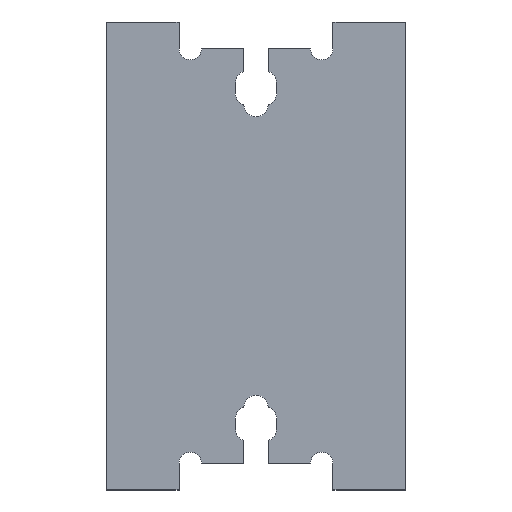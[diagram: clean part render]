
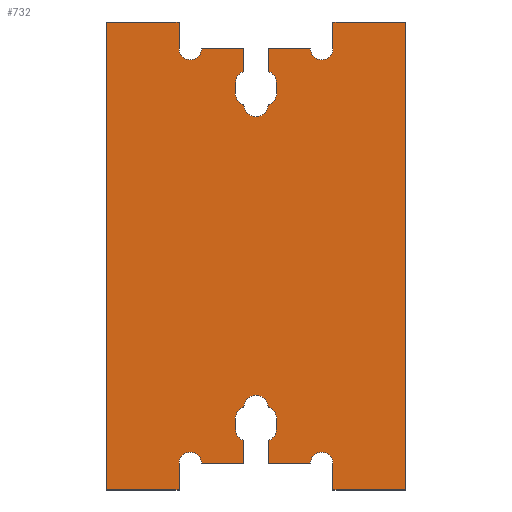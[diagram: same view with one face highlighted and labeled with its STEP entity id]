
A CAD part, top view. The second image highlights one B-rep face of the part: STEP entity #732.
In plain terms, the highlighted planar face has unit normal (0, 0, 1).
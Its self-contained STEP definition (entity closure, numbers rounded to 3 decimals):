
#34=CIRCLE('',#786,1.5);
#35=CIRCLE('',#787,1.5);
#36=CIRCLE('',#788,1.5);
#37=CIRCLE('',#789,1.5);
#38=CIRCLE('',#790,1.6);
#39=CIRCLE('',#791,1.5);
#40=CIRCLE('',#792,1.5);
#41=CIRCLE('',#793,1.5);
#42=CIRCLE('',#794,1.5);
#43=CIRCLE('',#795,1.5);
#44=CIRCLE('',#796,1.5);
#45=CIRCLE('',#797,1.6);
#46=CIRCLE('',#798,1.5);
#47=CIRCLE('',#799,1.5);
#118=ORIENTED_EDGE('',*,*,#326,.F.);
#119=ORIENTED_EDGE('',*,*,#281,.F.);
#120=ORIENTED_EDGE('',*,*,#327,.F.);
#121=ORIENTED_EDGE('',*,*,#292,.F.);
#122=ORIENTED_EDGE('',*,*,#325,.F.);
#123=ORIENTED_EDGE('',*,*,#322,.F.);
#124=ORIENTED_EDGE('',*,*,#319,.F.);
#125=ORIENTED_EDGE('',*,*,#316,.F.);
#126=ORIENTED_EDGE('',*,*,#328,.T.);
#127=ORIENTED_EDGE('',*,*,#283,.F.);
#128=ORIENTED_EDGE('',*,*,#329,.F.);
#129=ORIENTED_EDGE('',*,*,#330,.F.);
#130=ORIENTED_EDGE('',*,*,#331,.F.);
#131=ORIENTED_EDGE('',*,*,#332,.F.);
#132=ORIENTED_EDGE('',*,*,#333,.F.);
#133=ORIENTED_EDGE('',*,*,#334,.F.);
#134=ORIENTED_EDGE('',*,*,#335,.F.);
#135=ORIENTED_EDGE('',*,*,#336,.F.);
#136=ORIENTED_EDGE('',*,*,#337,.F.);
#137=ORIENTED_EDGE('',*,*,#289,.F.);
#138=ORIENTED_EDGE('',*,*,#338,.T.);
#139=ORIENTED_EDGE('',*,*,#312,.F.);
#140=ORIENTED_EDGE('',*,*,#309,.F.);
#141=ORIENTED_EDGE('',*,*,#306,.F.);
#142=ORIENTED_EDGE('',*,*,#303,.F.);
#143=ORIENTED_EDGE('',*,*,#300,.F.);
#144=ORIENTED_EDGE('',*,*,#339,.F.);
#145=ORIENTED_EDGE('',*,*,#295,.F.);
#146=ORIENTED_EDGE('',*,*,#340,.F.);
#147=ORIENTED_EDGE('',*,*,#341,.F.);
#148=ORIENTED_EDGE('',*,*,#342,.F.);
#149=ORIENTED_EDGE('',*,*,#343,.F.);
#150=ORIENTED_EDGE('',*,*,#344,.F.);
#151=ORIENTED_EDGE('',*,*,#345,.F.);
#152=ORIENTED_EDGE('',*,*,#346,.F.);
#153=ORIENTED_EDGE('',*,*,#347,.F.);
#281=EDGE_CURVE('',#389,#386,#461,.T.);
#283=EDGE_CURVE('',#390,#392,#463,.T.);
#289=EDGE_CURVE('',#397,#394,#469,.T.);
#292=EDGE_CURVE('',#400,#401,#472,.T.);
#295=EDGE_CURVE('',#402,#404,#475,.T.);
#300=EDGE_CURVE('',#408,#409,#480,.T.);
#303=EDGE_CURVE('',#409,#411,#483,.T.);
#306=EDGE_CURVE('',#411,#413,#486,.T.);
#309=EDGE_CURVE('',#413,#415,#489,.T.);
#312=EDGE_CURVE('',#415,#417,#492,.T.);
#316=EDGE_CURVE('',#420,#421,#496,.T.);
#319=EDGE_CURVE('',#421,#423,#499,.T.);
#322=EDGE_CURVE('',#423,#425,#502,.T.);
#325=EDGE_CURVE('',#425,#400,#505,.T.);
#326=EDGE_CURVE('',#386,#426,#506,.T.);
#327=EDGE_CURVE('',#401,#389,#34,.T.);
#328=EDGE_CURVE('',#420,#392,#35,.T.);
#329=EDGE_CURVE('',#427,#390,#507,.T.);
#330=EDGE_CURVE('',#428,#427,#36,.T.);
#331=EDGE_CURVE('',#429,#428,#508,.T.);
#332=EDGE_CURVE('',#430,#429,#37,.T.);
#333=EDGE_CURVE('',#431,#430,#38,.T.);
#334=EDGE_CURVE('',#432,#431,#39,.T.);
#335=EDGE_CURVE('',#433,#432,#509,.T.);
#336=EDGE_CURVE('',#434,#433,#40,.T.);
#337=EDGE_CURVE('',#394,#434,#510,.T.);
#338=EDGE_CURVE('',#397,#417,#41,.T.);
#339=EDGE_CURVE('',#404,#408,#42,.T.);
#340=EDGE_CURVE('',#435,#402,#511,.T.);
#341=EDGE_CURVE('',#436,#435,#43,.T.);
#342=EDGE_CURVE('',#437,#436,#512,.T.);
#343=EDGE_CURVE('',#438,#437,#44,.T.);
#344=EDGE_CURVE('',#439,#438,#45,.T.);
#345=EDGE_CURVE('',#440,#439,#46,.T.);
#346=EDGE_CURVE('',#441,#440,#513,.T.);
#347=EDGE_CURVE('',#426,#441,#47,.T.);
#386=VERTEX_POINT('',#1054);
#389=VERTEX_POINT('',#1059);
#390=VERTEX_POINT('',#1063);
#392=VERTEX_POINT('',#1066);
#394=VERTEX_POINT('',#1072);
#397=VERTEX_POINT('',#1077);
#400=VERTEX_POINT('',#1084);
#401=VERTEX_POINT('',#1086);
#402=VERTEX_POINT('',#1090);
#404=VERTEX_POINT('',#1093);
#408=VERTEX_POINT('',#1102);
#409=VERTEX_POINT('',#1104);
#411=VERTEX_POINT('',#1110);
#413=VERTEX_POINT('',#1116);
#415=VERTEX_POINT('',#1122);
#417=VERTEX_POINT('',#1128);
#420=VERTEX_POINT('',#1135);
#421=VERTEX_POINT('',#1137);
#423=VERTEX_POINT('',#1143);
#425=VERTEX_POINT('',#1149);
#426=VERTEX_POINT('',#1156);
#427=VERTEX_POINT('',#1160);
#428=VERTEX_POINT('',#1162);
#429=VERTEX_POINT('',#1164);
#430=VERTEX_POINT('',#1166);
#431=VERTEX_POINT('',#1168);
#432=VERTEX_POINT('',#1170);
#433=VERTEX_POINT('',#1172);
#434=VERTEX_POINT('',#1174);
#435=VERTEX_POINT('',#1179);
#436=VERTEX_POINT('',#1181);
#437=VERTEX_POINT('',#1183);
#438=VERTEX_POINT('',#1185);
#439=VERTEX_POINT('',#1187);
#440=VERTEX_POINT('',#1189);
#441=VERTEX_POINT('',#1191);
#461=LINE('',#1060,#541);
#463=LINE('',#1065,#543);
#469=LINE('',#1078,#549);
#472=LINE('',#1085,#552);
#475=LINE('',#1092,#555);
#480=LINE('',#1103,#560);
#483=LINE('',#1109,#563);
#486=LINE('',#1115,#566);
#489=LINE('',#1121,#569);
#492=LINE('',#1127,#572);
#496=LINE('',#1136,#576);
#499=LINE('',#1142,#579);
#502=LINE('',#1148,#582);
#505=LINE('',#1153,#585);
#506=LINE('',#1155,#586);
#507=LINE('',#1159,#587);
#508=LINE('',#1163,#588);
#509=LINE('',#1171,#589);
#510=LINE('',#1175,#590);
#511=LINE('',#1178,#591);
#512=LINE('',#1182,#592);
#513=LINE('',#1190,#593);
#541=VECTOR('',#844,1000.);
#543=VECTOR('',#848,1000.);
#549=VECTOR('',#856,1000.);
#552=VECTOR('',#861,1000.);
#555=VECTOR('',#866,1000.);
#560=VECTOR('',#873,1000.);
#563=VECTOR('',#878,1000.);
#566=VECTOR('',#883,1000.);
#569=VECTOR('',#888,1000.);
#572=VECTOR('',#893,1000.);
#576=VECTOR('',#899,1000.);
#579=VECTOR('',#904,1000.);
#582=VECTOR('',#909,1000.);
#585=VECTOR('',#914,1000.);
#586=VECTOR('',#917,1000.);
#587=VECTOR('',#922,1000.);
#588=VECTOR('',#925,1000.);
#589=VECTOR('',#932,1000.);
#590=VECTOR('',#935,1000.);
#591=VECTOR('',#940,1000.);
#592=VECTOR('',#943,1000.);
#593=VECTOR('',#950,1000.);
#632=EDGE_LOOP('',(#118,#119,#120,#121,#122,#123,#124,#125,#126,#127,#128,
#129,#130,#131,#132,#133,#134,#135,#136,#137,#138,#139,#140,#141,#142,#143,
#144,#145,#146,#147,#148,#149,#150,#151,#152,#153));
#670=FACE_BOUND('',#632,.T.);
#708=PLANE('',#785);
#732=ADVANCED_FACE('',(#670),#708,.T.);
#785=AXIS2_PLACEMENT_3D('',#1154,#915,#916);
#786=AXIS2_PLACEMENT_3D('',#1157,#918,#919);
#787=AXIS2_PLACEMENT_3D('',#1158,#920,#921);
#788=AXIS2_PLACEMENT_3D('',#1161,#923,#924);
#789=AXIS2_PLACEMENT_3D('',#1165,#926,#927);
#790=AXIS2_PLACEMENT_3D('',#1167,#928,#929);
#791=AXIS2_PLACEMENT_3D('',#1169,#930,#931);
#792=AXIS2_PLACEMENT_3D('',#1173,#933,#934);
#793=AXIS2_PLACEMENT_3D('',#1176,#936,#937);
#794=AXIS2_PLACEMENT_3D('',#1177,#938,#939);
#795=AXIS2_PLACEMENT_3D('',#1180,#941,#942);
#796=AXIS2_PLACEMENT_3D('',#1184,#944,#945);
#797=AXIS2_PLACEMENT_3D('',#1186,#946,#947);
#798=AXIS2_PLACEMENT_3D('',#1188,#948,#949);
#799=AXIS2_PLACEMENT_3D('',#1192,#951,#952);
#844=DIRECTION('',(1.,0.,0.));
#848=DIRECTION('',(-1.,0.,0.));
#856=DIRECTION('',(-1.,0.,0.));
#861=DIRECTION('',(0.,-1.,0.));
#866=DIRECTION('',(1.,0.,0.));
#873=DIRECTION('',(0.,1.,0.));
#878=DIRECTION('',(1.,0.,0.));
#883=DIRECTION('',(0.,-1.,0.));
#888=DIRECTION('',(-1.,0.,0.));
#893=DIRECTION('',(0.,1.,0.));
#899=DIRECTION('',(0.,-1.,0.));
#904=DIRECTION('',(-1.,0.,0.));
#909=DIRECTION('',(0.,1.,0.));
#914=DIRECTION('',(1.,0.,0.));
#915=DIRECTION('',(0.,0.,1.));
#916=DIRECTION('',(1.,0.,0.));
#917=DIRECTION('',(0.,-1.,0.));
#918=DIRECTION('',(0.,0.,1.));
#919=DIRECTION('',(1.,0.,0.));
#920=DIRECTION('',(0.,0.,-1.));
#921=DIRECTION('',(1.,0.,0.));
#922=DIRECTION('',(0.,-1.,0.));
#923=DIRECTION('',(0.,0.,1.));
#924=DIRECTION('',(1.,0.,0.));
#925=DIRECTION('',(0.,-1.,0.));
#926=DIRECTION('',(0.,0.,1.));
#927=DIRECTION('',(1.,0.,0.));
#928=DIRECTION('',(0.,0.,1.));
#929=DIRECTION('',(1.,0.,0.));
#930=DIRECTION('',(0.,0.,1.));
#931=DIRECTION('',(1.,0.,0.));
#932=DIRECTION('',(0.,1.,0.));
#933=DIRECTION('',(0.,0.,1.));
#934=DIRECTION('',(1.,0.,0.));
#935=DIRECTION('',(0.,1.,0.));
#936=DIRECTION('',(0.,0.,-1.));
#937=DIRECTION('',(1.,0.,0.));
#938=DIRECTION('',(0.,0.,1.));
#939=DIRECTION('',(1.,0.,0.));
#940=DIRECTION('',(0.,1.,0.));
#941=DIRECTION('',(0.,0.,1.));
#942=DIRECTION('',(1.,0.,0.));
#943=DIRECTION('',(0.,1.,0.));
#944=DIRECTION('',(0.,0.,1.));
#945=DIRECTION('',(1.,0.,0.));
#946=DIRECTION('',(0.,0.,1.));
#947=DIRECTION('',(1.,0.,0.));
#948=DIRECTION('',(0.,0.,1.));
#949=DIRECTION('',(1.,0.,0.));
#950=DIRECTION('',(0.,-1.,0.));
#951=DIRECTION('',(0.,0.,1.));
#952=DIRECTION('',(1.,0.,0.));
#1054=CARTESIAN_POINT('',(-1.6,27.5,5.));
#1059=CARTESIAN_POINT('',(-7.2,27.5,5.));
#1060=CARTESIAN_POINT('',(-10.2,27.5,5.));
#1063=CARTESIAN_POINT('',(-1.6,-27.5,5.));
#1065=CARTESIAN_POINT('',(-10.2,-27.5,5.));
#1066=CARTESIAN_POINT('',(-7.2,-27.5,5.));
#1072=CARTESIAN_POINT('',(1.6,-27.5,5.));
#1077=CARTESIAN_POINT('',(7.2,-27.5,5.));
#1078=CARTESIAN_POINT('',(-10.2,-27.5,5.));
#1084=CARTESIAN_POINT('',(-10.2,31.,5.));
#1085=CARTESIAN_POINT('',(-10.2,27.5,5.));
#1086=CARTESIAN_POINT('',(-10.2,27.5,5.));
#1090=CARTESIAN_POINT('',(1.6,27.5,5.));
#1092=CARTESIAN_POINT('',(-10.2,27.5,5.));
#1093=CARTESIAN_POINT('',(7.2,27.5,5.));
#1102=CARTESIAN_POINT('',(10.2,27.5,5.));
#1103=CARTESIAN_POINT('',(10.2,27.5,5.));
#1104=CARTESIAN_POINT('',(10.2,31.,5.));
#1109=CARTESIAN_POINT('',(19.8,31.,5.));
#1110=CARTESIAN_POINT('',(19.8,31.,5.));
#1115=CARTESIAN_POINT('',(19.8,31.,5.));
#1116=CARTESIAN_POINT('',(19.8,-31.,5.));
#1121=CARTESIAN_POINT('',(10.2,-31.,5.));
#1122=CARTESIAN_POINT('',(10.2,-31.,5.));
#1127=CARTESIAN_POINT('',(10.2,-27.5,5.));
#1128=CARTESIAN_POINT('',(10.2,-27.5,5.));
#1135=CARTESIAN_POINT('',(-10.2,-27.5,5.));
#1136=CARTESIAN_POINT('',(-10.2,-27.5,5.));
#1137=CARTESIAN_POINT('',(-10.2,-31.,5.));
#1142=CARTESIAN_POINT('',(-10.2,-31.,5.));
#1143=CARTESIAN_POINT('',(-19.8,-31.,5.));
#1148=CARTESIAN_POINT('',(-19.8,31.,5.));
#1149=CARTESIAN_POINT('',(-19.8,31.,5.));
#1153=CARTESIAN_POINT('',(-10.2,31.,5.));
#1154=CARTESIAN_POINT('',(0.,0.,5.));
#1155=CARTESIAN_POINT('',(-1.6,0.,5.));
#1156=CARTESIAN_POINT('',(-1.6,24.452,5.));
#1157=CARTESIAN_POINT('',(-8.7,27.5,5.));
#1158=CARTESIAN_POINT('',(-8.7,-27.5,5.));
#1159=CARTESIAN_POINT('',(-1.6,0.,5.));
#1160=CARTESIAN_POINT('',(-1.6,-24.452,5.));
#1161=CARTESIAN_POINT('',(-1.225,-23.,5.));
#1162=CARTESIAN_POINT('',(-2.725,-23.,5.));
#1163=CARTESIAN_POINT('',(-2.725,0.,5.));
#1164=CARTESIAN_POINT('',(-2.725,-21.5,5.));
#1165=CARTESIAN_POINT('',(-1.225,-21.5,5.));
#1166=CARTESIAN_POINT('',(-1.6,-20.048,5.));
#1167=CARTESIAN_POINT('',(0.,-20.025,5.));
#1168=CARTESIAN_POINT('',(1.6,-20.048,5.));
#1169=CARTESIAN_POINT('',(1.225,-21.5,5.));
#1170=CARTESIAN_POINT('',(2.725,-21.5,5.));
#1171=CARTESIAN_POINT('',(2.725,0.,5.));
#1172=CARTESIAN_POINT('',(2.725,-23.,5.));
#1173=CARTESIAN_POINT('',(1.225,-23.,5.));
#1174=CARTESIAN_POINT('',(1.6,-24.452,5.));
#1175=CARTESIAN_POINT('',(1.6,0.,5.));
#1176=CARTESIAN_POINT('',(8.7,-27.5,5.));
#1177=CARTESIAN_POINT('',(8.7,27.5,5.));
#1178=CARTESIAN_POINT('',(1.6,0.,5.));
#1179=CARTESIAN_POINT('',(1.6,24.452,5.));
#1180=CARTESIAN_POINT('',(1.225,23.,5.));
#1181=CARTESIAN_POINT('',(2.725,23.,5.));
#1182=CARTESIAN_POINT('',(2.725,0.,5.));
#1183=CARTESIAN_POINT('',(2.725,21.5,5.));
#1184=CARTESIAN_POINT('',(1.225,21.5,5.));
#1185=CARTESIAN_POINT('',(1.6,20.048,5.));
#1186=CARTESIAN_POINT('',(0.,20.025,5.));
#1187=CARTESIAN_POINT('',(-1.6,20.048,5.));
#1188=CARTESIAN_POINT('',(-1.225,21.5,5.));
#1189=CARTESIAN_POINT('',(-2.725,21.5,5.));
#1190=CARTESIAN_POINT('',(-2.725,0.,5.));
#1191=CARTESIAN_POINT('',(-2.725,23.,5.));
#1192=CARTESIAN_POINT('',(-1.225,23.,5.));
